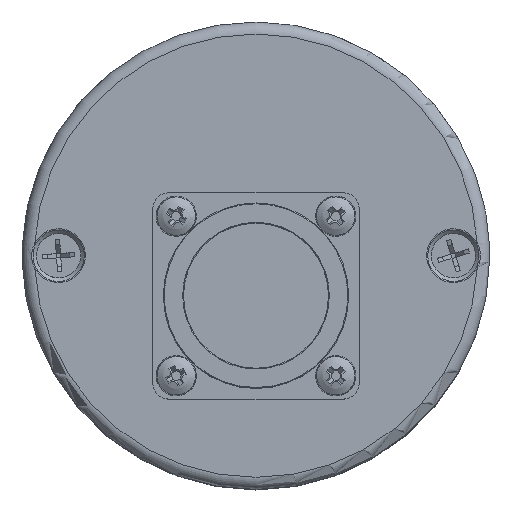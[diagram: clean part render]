
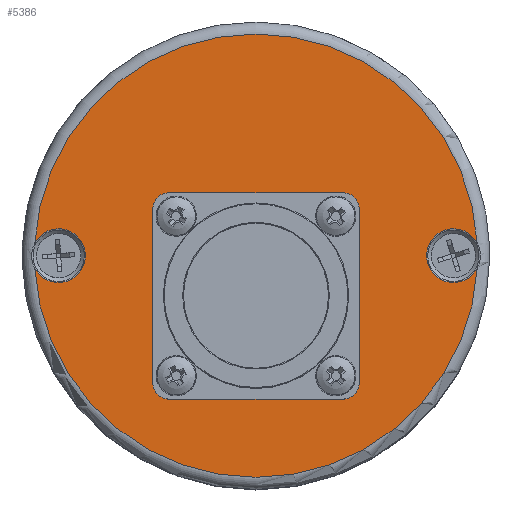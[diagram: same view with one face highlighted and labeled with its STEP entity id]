
A CAD part, top view. The second image highlights one B-rep face of the part: STEP entity #5386.
In plain terms, the highlighted planar face has unit normal (0, 0, 1).
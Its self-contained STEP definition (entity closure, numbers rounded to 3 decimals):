
#3783=CARTESIAN_POINT('',(10.8,-17.8,46.));
#3784=VERTEX_POINT('',#3783);
#3791=CARTESIAN_POINT('',(12.8,-15.8,46.));
#3792=VERTEX_POINT('',#3791);
#3793=CARTESIAN_POINT('',(10.8,-15.8,46.));
#3794=DIRECTION('',(0.0,0.0,-1.0));
#3795=DIRECTION('',(0.707,-0.707,0.0));
#3796=AXIS2_PLACEMENT_3D('',#3793,#3794,#3795);
#3797=CIRCLE('',#3796,2.);
#3798=EDGE_CURVE('',#3792,#3784,#3797,.T.);
#3823=CARTESIAN_POINT('',(-10.8,-17.8,46.));
#3824=VERTEX_POINT('',#3823);
#3831=CARTESIAN_POINT('',(10.8,-17.8,46.));
#3832=DIRECTION('',(-1.0,0.0,0.0));
#3833=VECTOR('',#3832,21.6);
#3834=LINE('',#3831,#3833);
#3835=EDGE_CURVE('',#3784,#3824,#3834,.T.);
#3936=CARTESIAN_POINT('',(12.8,5.8,46.));
#3937=VERTEX_POINT('',#3936);
#3944=CARTESIAN_POINT('',(10.8,7.8,46.));
#3945=VERTEX_POINT('',#3944);
#3946=CARTESIAN_POINT('',(10.8,5.8,46.));
#3947=DIRECTION('',(0.0,0.0,-1.0));
#3948=DIRECTION('',(0.707,0.707,0.0));
#3949=AXIS2_PLACEMENT_3D('',#3946,#3947,#3948);
#3950=CIRCLE('',#3949,2.);
#3951=EDGE_CURVE('',#3945,#3937,#3950,.T.);
#3968=CARTESIAN_POINT('',(-10.8,7.8,46.));
#3969=VERTEX_POINT('',#3968);
#3970=CARTESIAN_POINT('',(-10.8,7.8,46.));
#3971=DIRECTION('',(1.0,0.0,0.0));
#3972=VECTOR('',#3971,21.6);
#3973=LINE('',#3970,#3972);
#3974=EDGE_CURVE('',#3969,#3945,#3973,.T.);
#3992=CARTESIAN_POINT('',(-12.8,-15.8,46.));
#3993=VERTEX_POINT('',#3992);
#4000=CARTESIAN_POINT('',(-10.8,-15.8,46.));
#4001=DIRECTION('',(0.0,0.0,-1.0));
#4002=DIRECTION('',(-0.707,-0.707,0.0));
#4003=AXIS2_PLACEMENT_3D('',#4000,#4001,#4002);
#4004=CIRCLE('',#4003,2.);
#4005=EDGE_CURVE('',#3824,#3993,#4004,.T.);
#4018=CARTESIAN_POINT('',(-12.8,5.8,46.));
#4019=VERTEX_POINT('',#4018);
#4026=CARTESIAN_POINT('',(-12.8,-15.8,46.));
#4027=DIRECTION('',(0.0,1.0,0.0));
#4028=VECTOR('',#4027,21.6);
#4029=LINE('',#4026,#4028);
#4030=EDGE_CURVE('',#3993,#4019,#4029,.T.);
#4042=CARTESIAN_POINT('',(-10.8,5.8,46.));
#4043=DIRECTION('',(0.0,0.0,-1.0));
#4044=DIRECTION('',(-0.707,0.707,0.0));
#4045=AXIS2_PLACEMENT_3D('',#4042,#4043,#4044);
#4046=CIRCLE('',#4045,2.);
#4047=EDGE_CURVE('',#4019,#3969,#4046,.T.);
#4079=CARTESIAN_POINT('',(12.8,5.8,46.));
#4080=DIRECTION('',(0.0,-1.0,0.0));
#4081=VECTOR('',#4080,21.6);
#4082=LINE('',#4079,#4081);
#4083=EDGE_CURVE('',#3937,#3792,#4082,.T.);
#5059=CARTESIAN_POINT('',(-27.457,1.538,46.));
#5060=VERTEX_POINT('',#5059);
#5068=CARTESIAN_POINT('',(-27.457,-1.538,46.));
#5069=VERTEX_POINT('',#5068);
#5130=CARTESIAN_POINT('',(-24.5,0.,46.));
#5131=DIRECTION('',(0.0,0.0,1.0));
#5132=DIRECTION('',(1.0,0.0,0.0));
#5133=AXIS2_PLACEMENT_3D('',#5130,#5131,#5132);
#5134=CIRCLE('',#5133,3.333);
#5135=EDGE_CURVE('',#5069,#5060,#5134,.T.);
#5154=CARTESIAN_POINT('',(27.457,1.538,46.));
#5155=VERTEX_POINT('',#5154);
#5156=CARTESIAN_POINT('',(0.,0.,46.));
#5157=DIRECTION('',(0.0,0.0,-1.0));
#5158=DIRECTION('',(0.0,-1.0,0.0));
#5159=AXIS2_PLACEMENT_3D('',#5156,#5157,#5158);
#5160=CIRCLE('',#5159,27.5);
#5161=EDGE_CURVE('',#5060,#5155,#5160,.T.);
#5163=CARTESIAN_POINT('',(27.457,-1.538,46.));
#5164=VERTEX_POINT('',#5163);
#5193=CARTESIAN_POINT('',(0.,0.,46.));
#5194=DIRECTION('',(0.0,0.0,-1.0));
#5195=DIRECTION('',(0.0,-1.0,0.0));
#5196=AXIS2_PLACEMENT_3D('',#5193,#5194,#5195);
#5197=CIRCLE('',#5196,27.5);
#5198=EDGE_CURVE('',#5164,#5069,#5197,.T.);
#5257=CARTESIAN_POINT('',(24.5,0.,46.));
#5258=DIRECTION('',(0.0,0.0,1.0));
#5259=DIRECTION('',(-1.0,0.0,0.0));
#5260=AXIS2_PLACEMENT_3D('',#5257,#5258,#5259);
#5261=CIRCLE('',#5260,3.333);
#5262=EDGE_CURVE('',#5155,#5164,#5261,.T.);
#5365=CARTESIAN_POINT('',(0.,0.,46.));
#5366=DIRECTION('',(0.0,0.0,-1.0));
#5367=DIRECTION('',(-1.0,0.0,0.0));
#5368=AXIS2_PLACEMENT_3D('',#5365,#5366,#5367);
#5369=PLANE('',#5368);
#5370=ORIENTED_EDGE('',*,*,#5135,.F.);
#5371=ORIENTED_EDGE('',*,*,#5198,.F.);
#5372=ORIENTED_EDGE('',*,*,#5262,.F.);
#5373=ORIENTED_EDGE('',*,*,#5161,.F.);
#5374=EDGE_LOOP('',(#5370,#5371,#5372,#5373));
#5375=FACE_OUTER_BOUND('',#5374,.T.);
#5376=ORIENTED_EDGE('',*,*,#3951,.T.);
#5377=ORIENTED_EDGE('',*,*,#4083,.T.);
#5378=ORIENTED_EDGE('',*,*,#3798,.T.);
#5379=ORIENTED_EDGE('',*,*,#3835,.T.);
#5380=ORIENTED_EDGE('',*,*,#4005,.T.);
#5381=ORIENTED_EDGE('',*,*,#4030,.T.);
#5382=ORIENTED_EDGE('',*,*,#4047,.T.);
#5383=ORIENTED_EDGE('',*,*,#3974,.T.);
#5384=EDGE_LOOP('',(#5376,#5377,#5378,#5379,#5380,#5381,#5382,#5383));
#5385=FACE_BOUND('',#5384,.T.);
#5386=ADVANCED_FACE('',(#5375,#5385),#5369,.F.);
